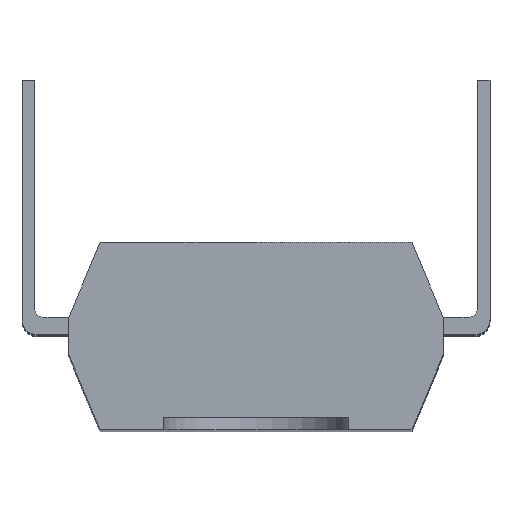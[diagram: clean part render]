
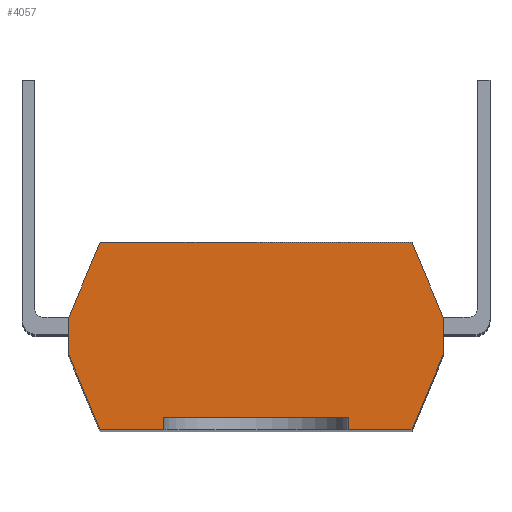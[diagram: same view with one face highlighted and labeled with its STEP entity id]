
A CAD part, top view. The second image highlights one B-rep face of the part: STEP entity #4057.
In plain terms, the highlighted planar face has unit normal (0, 0, 1).
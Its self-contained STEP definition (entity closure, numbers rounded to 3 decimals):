
#15=PLANE('',#4295);
#199=FACE_OUTER_BOUND('',#415,.T.);
#415=EDGE_LOOP('',(#2795,#2796,#2797,#2798,#2799,#2800,#2801,#2802,#2803,
#2804,#2805,#2806));
#629=LINE('',#5689,#1173);
#630=LINE('',#5692,#1174);
#631=LINE('',#5694,#1175);
#632=LINE('',#5697,#1176);
#633=LINE('',#5699,#1177);
#634=LINE('',#5701,#1178);
#635=LINE('',#5703,#1179);
#636=LINE('',#5705,#1180);
#637=LINE('',#5707,#1181);
#638=LINE('',#5709,#1182);
#639=LINE('',#5711,#1183);
#640=LINE('',#5712,#1184);
#1173=VECTOR('',#4579,10.);
#1174=VECTOR('',#4582,10.);
#1175=VECTOR('',#4585,10.);
#1176=VECTOR('',#4588,10.);
#1177=VECTOR('',#4589,10.);
#1178=VECTOR('',#4590,10.);
#1179=VECTOR('',#4591,10.);
#1180=VECTOR('',#4592,10.);
#1181=VECTOR('',#4593,10.);
#1182=VECTOR('',#4594,10.);
#1183=VECTOR('',#4595,10.);
#1184=VECTOR('',#4596,10.);
#1783=VERTEX_POINT('',#5685);
#1784=VERTEX_POINT('',#5686);
#1785=VERTEX_POINT('',#5688);
#1786=VERTEX_POINT('',#5690);
#1787=VERTEX_POINT('',#5696);
#1788=VERTEX_POINT('',#5698);
#1789=VERTEX_POINT('',#5700);
#1790=VERTEX_POINT('',#5702);
#1791=VERTEX_POINT('',#5704);
#1792=VERTEX_POINT('',#5706);
#1793=VERTEX_POINT('',#5708);
#1794=VERTEX_POINT('',#5710);
#2180=EDGE_CURVE('',#1785,#1783,#629,.T.);
#2182=EDGE_CURVE('',#1784,#1786,#630,.T.);
#2183=EDGE_CURVE('',#1786,#1785,#631,.T.);
#2184=EDGE_CURVE('',#1783,#1787,#632,.T.);
#2185=EDGE_CURVE('',#1788,#1787,#633,.T.);
#2186=EDGE_CURVE('',#1788,#1789,#634,.T.);
#2187=EDGE_CURVE('',#1790,#1789,#635,.T.);
#2188=EDGE_CURVE('',#1791,#1790,#636,.T.);
#2189=EDGE_CURVE('',#1792,#1791,#637,.T.);
#2190=EDGE_CURVE('',#1793,#1792,#638,.T.);
#2191=EDGE_CURVE('',#1794,#1793,#639,.T.);
#2192=EDGE_CURVE('',#1794,#1784,#640,.T.);
#2795=ORIENTED_EDGE('',*,*,#2182,.T.);
#2796=ORIENTED_EDGE('',*,*,#2183,.T.);
#2797=ORIENTED_EDGE('',*,*,#2180,.T.);
#2798=ORIENTED_EDGE('',*,*,#2184,.T.);
#2799=ORIENTED_EDGE('',*,*,#2185,.F.);
#2800=ORIENTED_EDGE('',*,*,#2186,.T.);
#2801=ORIENTED_EDGE('',*,*,#2187,.F.);
#2802=ORIENTED_EDGE('',*,*,#2188,.F.);
#2803=ORIENTED_EDGE('',*,*,#2189,.F.);
#2804=ORIENTED_EDGE('',*,*,#2190,.F.);
#2805=ORIENTED_EDGE('',*,*,#2191,.F.);
#2806=ORIENTED_EDGE('',*,*,#2192,.T.);
#4057=ADVANCED_FACE('',(#199),#15,.T.);
#4295=AXIS2_PLACEMENT_3D('',#5695,#4586,#4587);
#4579=DIRECTION('',(0.,-1.,0.));
#4582=DIRECTION('',(0.,1.,0.));
#4585=DIRECTION('',(1.,0.,0.));
#4586=DIRECTION('center_axis',(0.,0.,1.));
#4587=DIRECTION('ref_axis',(1.,0.,0.));
#4588=DIRECTION('',(1.,0.,0.));
#4589=DIRECTION('',(-0.385,-0.923,0.));
#4590=DIRECTION('',(0.,1.,0.));
#4591=DIRECTION('',(0.385,-0.923,0.));
#4592=DIRECTION('',(1.,0.,0.));
#4593=DIRECTION('',(0.385,0.923,0.));
#4594=DIRECTION('',(0.,1.,0.));
#4595=DIRECTION('',(-0.385,0.923,0.));
#4596=DIRECTION('',(1.,0.,0.));
#5685=CARTESIAN_POINT('',(1.482,0.,9.5));
#5686=CARTESIAN_POINT('',(-1.482,0.,9.5));
#5688=CARTESIAN_POINT('',(1.482,0.2,9.5));
#5689=CARTESIAN_POINT('',(1.482,0.,9.5));
#5690=CARTESIAN_POINT('',(-1.482,0.2,9.5));
#5692=CARTESIAN_POINT('',(-1.482,0.,9.5));
#5694=CARTESIAN_POINT('',(-1.5,0.2,9.5));
#5695=CARTESIAN_POINT('Origin',(-3.,0.,9.5));
#5696=CARTESIAN_POINT('',(2.5,0.,9.5));
#5697=CARTESIAN_POINT('',(-3.,0.,9.5));
#5698=CARTESIAN_POINT('',(3.,1.2,9.5));
#5699=CARTESIAN_POINT('',(2.218,-0.676,9.5));
#5700=CARTESIAN_POINT('',(3.,1.8,9.5));
#5701=CARTESIAN_POINT('',(3.,0.,9.5));
#5702=CARTESIAN_POINT('',(2.5,3.,9.5));
#5703=CARTESIAN_POINT('',(2.751,2.398,9.5));
#5704=CARTESIAN_POINT('',(-2.5,3.,9.5));
#5705=CARTESIAN_POINT('',(-3.,3.,9.5));
#5706=CARTESIAN_POINT('',(-3.,1.8,9.5));
#5707=CARTESIAN_POINT('',(-3.195,1.333,9.5));
#5708=CARTESIAN_POINT('',(-3.,1.2,9.5));
#5709=CARTESIAN_POINT('',(-3.,0.,9.5));
#5710=CARTESIAN_POINT('',(-2.5,0.,9.5));
#5711=CARTESIAN_POINT('',(-2.662,0.389,9.5));
#5712=CARTESIAN_POINT('',(-3.,0.,9.5));
